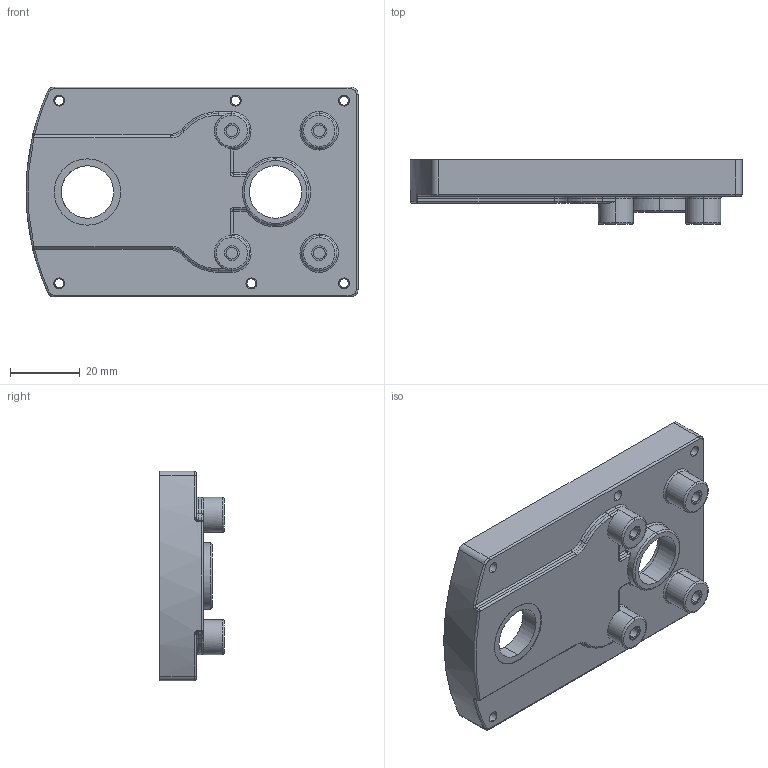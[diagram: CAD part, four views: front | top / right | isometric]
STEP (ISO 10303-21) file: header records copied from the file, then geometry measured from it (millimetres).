
FILE_DESCRIPTION (( 'STEP AP203' ), '1' );
FILE_NAME ('陔喘謫眊褲(1).STEP', '2022-04-08T05:59:34', ( '' ), ( '' ), 'SwSTEP 2.0', 'SolidWorks 2020', '' );
FILE_SCHEMA (( 'CONFIG_CONTROL_DESIGN' ));
Length unit declared in the file: millimetre
Products named in the file (1): 陔喘謫眊褲(1)
Bounding box: 95 x 18.5 x 60 mm (x, y, z)
Volume: 17514.4 mm3; surface area: 20901.6 mm2
Topology: 1 solids, 1 shells, 489 faces, 1177 edges, 708 vertices
Faces by surface type: cylinder 222, plane 124, torus 77, cone 38, sphere 24, bspline 4
Entity records: 14544 total; most frequent: CARTESIAN_POINT 2763, DIRECTION 2731, ORIENTED_EDGE 2306, EDGE_CURVE 1153, AXIS2_PLACEMENT_3D 1150, VERTEX_POINT 708, CIRCLE 664, EDGE_LOOP 547
